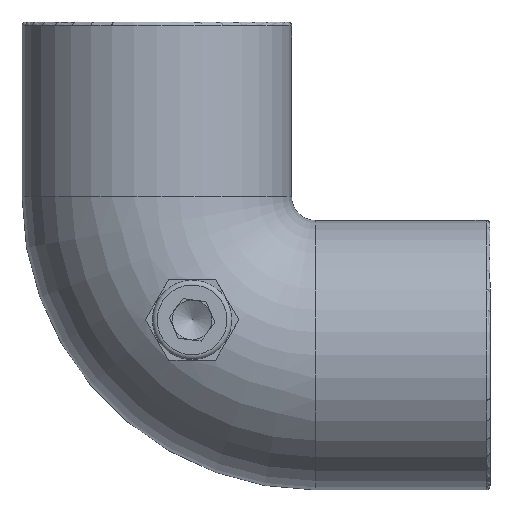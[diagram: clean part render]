
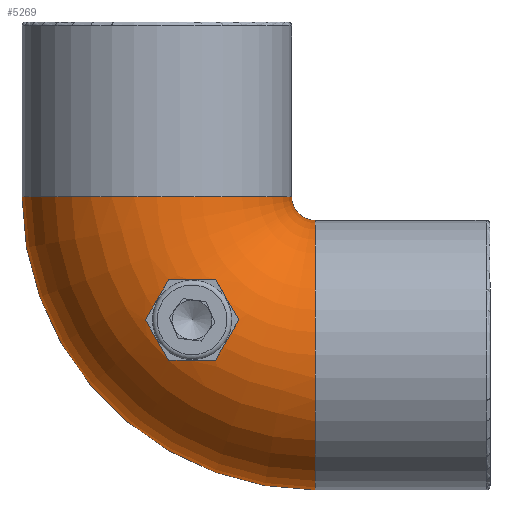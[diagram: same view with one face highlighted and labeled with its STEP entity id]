
A CAD part, left-side view. The second image highlights one B-rep face of the part: STEP entity #5269.
In plain terms, the highlighted toroidal (fillet/blend) face has major radius 20 mm and minor radius 17 mm.
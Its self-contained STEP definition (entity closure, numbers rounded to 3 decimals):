
#110=FACE_BOUND('',#1609,.T.);
#1150=B_SPLINE_CURVE_WITH_KNOTS('',3,(#8208,#8209,#8210,#8211),
 .UNSPECIFIED.,.F.,.F.,(4,4),(-0.819,-0.268),
 .UNSPECIFIED.);
#1151=B_SPLINE_CURVE_WITH_KNOTS('',3,(#8213,#8214,#8215,#8216,#8217,#8218),
 .UNSPECIFIED.,.F.,.F.,(4,2,4),(-2.317,-1.982,-1.753),
 .UNSPECIFIED.);
#1152=B_SPLINE_CURVE_WITH_KNOTS('',3,(#8220,#8221,#8222,#8223,#8224,#8225,
#8226,#8227),.UNSPECIFIED.,.F.,.F.,(4,2,2,4),(-1.777,-1.637,
-1.339,-1.22),.UNSPECIFIED.);
#1153=B_SPLINE_CURVE_WITH_KNOTS('',3,(#8229,#8230,#8231,#8232,#8233,#8234,
#8235,#8236),.UNSPECIFIED.,.F.,.F.,(4,2,2,4),(-15.742,-15.623,
-15.243,-15.19),.UNSPECIFIED.);
#1154=B_SPLINE_CURVE_WITH_KNOTS('',3,(#8238,#8239,#8240,#8241,#8242,#8243,
#8244,#8245),.UNSPECIFIED.,.F.,.F.,(4,2,2,4),(-2.681,-2.518,
-2.203,-2.12),.UNSPECIFIED.);
#1155=B_SPLINE_CURVE_WITH_KNOTS('',3,(#8246,#8247,#8248,#8249,#8250,#8251),
 .UNSPECIFIED.,.F.,.F.,(4,2,4),(-13.745,-13.464,-13.169),
 .UNSPECIFIED.);
#1279=FACE_OUTER_BOUND('',#1608,.T.);
#1608=EDGE_LOOP('',(#3738,#3739,#3740,#3741));
#1609=EDGE_LOOP('',(#3742,#3743,#3744,#3745,#3746,#3747));
#1951=CIRCLE('',#5629,3.007);
#1952=CIRCLE('',#5630,36.993);
#1979=CIRCLE('',#5662,17.);
#1980=CIRCLE('',#5663,17.);
#2279=VERTEX_POINT('',#8040);
#2280=VERTEX_POINT('',#8042);
#2287=VERTEX_POINT('',#8056);
#2288=VERTEX_POINT('',#8058);
#2352=VERTEX_POINT('',#8206);
#2353=VERTEX_POINT('',#8207);
#2354=VERTEX_POINT('',#8212);
#2355=VERTEX_POINT('',#8219);
#2356=VERTEX_POINT('',#8228);
#2357=VERTEX_POINT('',#8237);
#2813=EDGE_CURVE('',#2279,#2280,#1951,.T.);
#2821=EDGE_CURVE('',#2287,#2288,#1952,.T.);
#2898=EDGE_CURVE('',#2280,#2287,#1979,.T.);
#2899=EDGE_CURVE('',#2279,#2288,#1980,.T.);
#2900=EDGE_CURVE('',#2352,#2353,#1150,.T.);
#2901=EDGE_CURVE('',#2353,#2354,#1151,.T.);
#2902=EDGE_CURVE('',#2354,#2355,#1152,.T.);
#2903=EDGE_CURVE('',#2355,#2356,#1153,.T.);
#2904=EDGE_CURVE('',#2356,#2357,#1154,.T.);
#2905=EDGE_CURVE('',#2357,#2352,#1155,.T.);
#3738=ORIENTED_EDGE('',*,*,#2821,.F.);
#3739=ORIENTED_EDGE('',*,*,#2898,.F.);
#3740=ORIENTED_EDGE('',*,*,#2813,.F.);
#3741=ORIENTED_EDGE('',*,*,#2899,.T.);
#3742=ORIENTED_EDGE('',*,*,#2900,.T.);
#3743=ORIENTED_EDGE('',*,*,#2901,.T.);
#3744=ORIENTED_EDGE('',*,*,#2902,.T.);
#3745=ORIENTED_EDGE('',*,*,#2903,.T.);
#3746=ORIENTED_EDGE('',*,*,#2904,.T.);
#3747=ORIENTED_EDGE('',*,*,#2905,.T.);
#5212=TOROIDAL_SURFACE('',#5661,20.,17.);
#5269=ADVANCED_FACE('',(#1279,#110),#5212,.T.);
#5629=AXIS2_PLACEMENT_3D('',#8043,#6314,#6315);
#5630=AXIS2_PLACEMENT_3D('',#8059,#6323,#6324);
#5661=AXIS2_PLACEMENT_3D('',#8203,#6435,#6436);
#5662=AXIS2_PLACEMENT_3D('',#8204,#6437,#6438);
#5663=AXIS2_PLACEMENT_3D('',#8205,#6439,#6440);
#6314=DIRECTION('center_axis',(-1.,0.,0.));
#6315=DIRECTION('ref_axis',(0.,1.,0.));
#6323=DIRECTION('center_axis',(1.,0.,0.));
#6324=DIRECTION('ref_axis',(0.,-1.,0.));
#6435=DIRECTION('center_axis',(1.,0.,0.));
#6436=DIRECTION('ref_axis',(0.,-1.,0.));
#6437=DIRECTION('center_axis',(0.,-1.,0.));
#6438=DIRECTION('ref_axis',(0.,0.,
-1.));
#6439=DIRECTION('center_axis',(0.,0.,
-1.));
#6440=DIRECTION('ref_axis',(0.,1.,0.));
#8040=CARTESIAN_POINT('',(-0.5,25.007,0.));
#8042=CARTESIAN_POINT('',(-0.5,22.,-3.007));
#8043=CARTESIAN_POINT('Origin',(-0.5,22.,0.));
#8056=CARTESIAN_POINT('',(-0.5,22.,-36.993));
#8058=CARTESIAN_POINT('',(-0.5,58.993,0.));
#8059=CARTESIAN_POINT('Origin',(-0.5,22.,0.));
#8203=CARTESIAN_POINT('Origin',(0.,22.,0.));
#8204=CARTESIAN_POINT('Origin',(0.,22.,-20.));
#8205=CARTESIAN_POINT('Origin',(0.,42.,0.));
#8206=CARTESIAN_POINT('',(-15.145,40.496,-20.651));
#8207=CARTESIAN_POINT('',(-15.714,43.44,-15.551));
#8208=CARTESIAN_POINT('Ctrl Pts',(-15.145,40.496,-20.651));
#8209=CARTESIAN_POINT('Ctrl Pts',(-15.457,41.479,-18.947));
#8210=CARTESIAN_POINT('Ctrl Pts',(-15.631,42.477,-17.22));
#8211=CARTESIAN_POINT('Ctrl Pts',(-15.714,43.44,-15.551));
#8212=CARTESIAN_POINT('',(-16.954,40.496,-10.451));
#8213=CARTESIAN_POINT('Ctrl Pts',(-15.714,43.44,-15.551));
#8214=CARTESIAN_POINT('Ctrl Pts',(-16.114,42.91,-14.632));
#8215=CARTESIAN_POINT('Ctrl Pts',(-16.442,42.321,-13.613));
#8216=CARTESIAN_POINT('Ctrl Pts',(-16.806,41.313,-11.867));
#8217=CARTESIAN_POINT('Ctrl Pts',(-16.903,40.898,-11.149));
#8218=CARTESIAN_POINT('Ctrl Pts',(-16.954,40.496,-10.451));
#8219=CARTESIAN_POINT('',(-16.609,34.607,-10.451));
#8220=CARTESIAN_POINT('Ctrl Pts',(-16.954,40.496,-10.451));
#8221=CARTESIAN_POINT('Ctrl Pts',(-16.986,40.003,-10.451));
#8222=CARTESIAN_POINT('Ctrl Pts',(-17.,39.519,-10.451));
#8223=CARTESIAN_POINT('Ctrl Pts',(-17.,38.059,-10.451));
#8224=CARTESIAN_POINT('Ctrl Pts',(-16.932,36.971,-10.451));
#8225=CARTESIAN_POINT('Ctrl Pts',(-16.744,35.459,-10.451));
#8226=CARTESIAN_POINT('Ctrl Pts',(-16.68,35.029,-10.451));
#8227=CARTESIAN_POINT('Ctrl Pts',(-16.609,34.607,-10.451));
#8228=CARTESIAN_POINT('',(-16.916,31.662,-15.551));
#8229=CARTESIAN_POINT('Ctrl Pts',(-16.609,34.607,-10.451));
#8230=CARTESIAN_POINT('Ctrl Pts',(-16.625,34.391,-10.825));
#8231=CARTESIAN_POINT('Ctrl Pts',(-16.644,34.174,-11.201));
#8232=CARTESIAN_POINT('Ctrl Pts',(-16.733,33.261,-12.783));
#8233=CARTESIAN_POINT('Ctrl Pts',(-16.824,32.566,-13.986));
#8234=CARTESIAN_POINT('Ctrl Pts',(-16.898,31.845,-15.234));
#8235=CARTESIAN_POINT('Ctrl Pts',(-16.907,31.755,-15.391));
#8236=CARTESIAN_POINT('Ctrl Pts',(-16.916,31.662,-15.551));
#8237=CARTESIAN_POINT('',(-16.474,34.607,-20.651));
#8238=CARTESIAN_POINT('Ctrl Pts',(-16.916,31.662,-15.551));
#8239=CARTESIAN_POINT('Ctrl Pts',(-16.973,31.952,-16.052));
#8240=CARTESIAN_POINT('Ctrl Pts',(-17.,32.237,-16.546));
#8241=CARTESIAN_POINT('Ctrl Pts',(-17.,33.033,-17.926));
#8242=CARTESIAN_POINT('Ctrl Pts',(-16.897,33.606,-18.918));
#8243=CARTESIAN_POINT('Ctrl Pts',(-16.615,34.315,-20.146));
#8244=CARTESIAN_POINT('Ctrl Pts',(-16.548,34.462,-20.4));
#8245=CARTESIAN_POINT('Ctrl Pts',(-16.474,34.607,-20.651));
#8246=CARTESIAN_POINT('Ctrl Pts',(-16.474,34.607,-20.651));
#8247=CARTESIAN_POINT('Ctrl Pts',(-16.342,35.604,-20.651));
#8248=CARTESIAN_POINT('Ctrl Pts',(-16.174,36.588,-20.651));
#8249=CARTESIAN_POINT('Ctrl Pts',(-15.739,38.56,-20.651));
#8250=CARTESIAN_POINT('Ctrl Pts',(-15.468,39.545,-20.651));
#8251=CARTESIAN_POINT('Ctrl Pts',(-15.145,40.496,-20.651));
